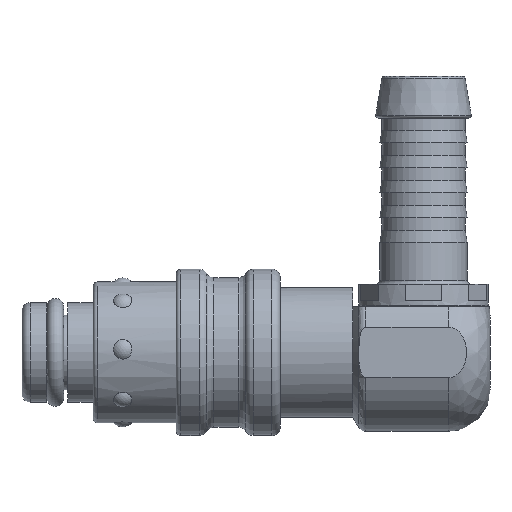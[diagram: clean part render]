
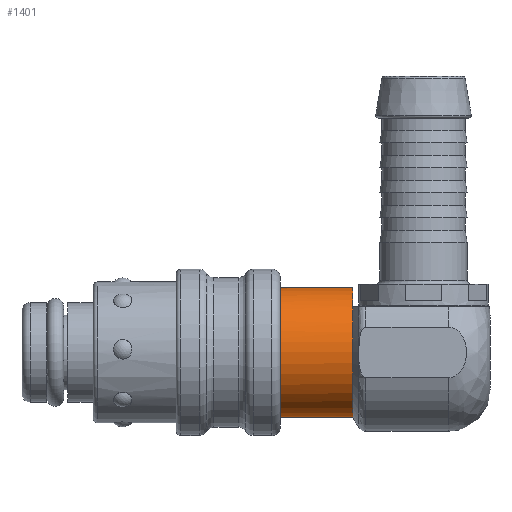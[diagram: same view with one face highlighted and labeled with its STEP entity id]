
A CAD part, front view. The second image highlights one B-rep face of the part: STEP entity #1401.
In plain terms, the highlighted cylindrical face has radius 7.8 mm (diameter 15.6 mm), a full revolution.
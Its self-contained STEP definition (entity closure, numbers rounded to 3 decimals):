
#130=CYLINDRICAL_SURFACE('',#1554,7.8);
#184=FACE_OUTER_BOUND('',#282,.T.);
#282=EDGE_LOOP('',(#1057,#1058,#1059,#1060,#1061,#1062));
#391=LINE('',#2308,#451);
#451=VECTOR('',#1885,7.8);
#514=CIRCLE('',#1555,7.8);
#515=CIRCLE('',#1556,7.8);
#516=CIRCLE('',#1557,7.8);
#517=CIRCLE('',#1558,7.8);
#630=VERTEX_POINT('',#2301);
#631=VERTEX_POINT('',#2302);
#632=VERTEX_POINT('',#2304);
#633=VERTEX_POINT('',#2307);
#785=EDGE_CURVE('',#630,#631,#514,.T.);
#786=EDGE_CURVE('',#632,#630,#515,.T.);
#787=EDGE_CURVE('',#631,#632,#516,.T.);
#788=EDGE_CURVE('',#631,#633,#391,.T.);
#789=EDGE_CURVE('',#633,#633,#517,.T.);
#1057=ORIENTED_EDGE('',*,*,#785,.F.);
#1058=ORIENTED_EDGE('',*,*,#786,.F.);
#1059=ORIENTED_EDGE('',*,*,#787,.F.);
#1060=ORIENTED_EDGE('',*,*,#788,.T.);
#1061=ORIENTED_EDGE('',*,*,#789,.T.);
#1062=ORIENTED_EDGE('',*,*,#788,.F.);
#1401=ADVANCED_FACE('',(#184),#130,.T.);
#1554=AXIS2_PLACEMENT_3D('',#2300,#1877,#1878);
#1555=AXIS2_PLACEMENT_3D('',#2303,#1879,#1880);
#1556=AXIS2_PLACEMENT_3D('',#2305,#1881,#1882);
#1557=AXIS2_PLACEMENT_3D('',#2306,#1883,#1884);
#1558=AXIS2_PLACEMENT_3D('',#2309,#1886,#1887);
#1877=DIRECTION('center_axis',(1.,0.,0.));
#1878=DIRECTION('ref_axis',(0.,1.,0.));
#1879=DIRECTION('center_axis',(1.,0.,0.));
#1880=DIRECTION('ref_axis',(0.,0.,-1.));
#1881=DIRECTION('center_axis',(1.,0.,0.));
#1882=DIRECTION('ref_axis',(0.,0.,-1.));
#1883=DIRECTION('center_axis',(1.,0.,0.));
#1884=DIRECTION('ref_axis',(0.,0.,-1.));
#1885=DIRECTION('',(-1.,0.,0.));
#1886=DIRECTION('center_axis',(1.,0.,0.));
#1887=DIRECTION('ref_axis',(0.,0.,-1.));
#2300=CARTESIAN_POINT('Origin',(30.4,0.,0.));
#2301=CARTESIAN_POINT('',(39.8,-5.531,5.5));
#2302=CARTESIAN_POINT('',(39.8,-7.8,0.));
#2303=CARTESIAN_POINT('Origin',(39.8,0.,0.));
#2304=CARTESIAN_POINT('',(39.8,5.531,5.5));
#2305=CARTESIAN_POINT('Origin',(39.8,0.,0.));
#2306=CARTESIAN_POINT('Origin',(39.8,0.,0.));
#2307=CARTESIAN_POINT('',(26.5,-7.8,0.));
#2308=CARTESIAN_POINT('',(30.4,-7.8,0.));
#2309=CARTESIAN_POINT('Origin',(26.5,0.,0.));
